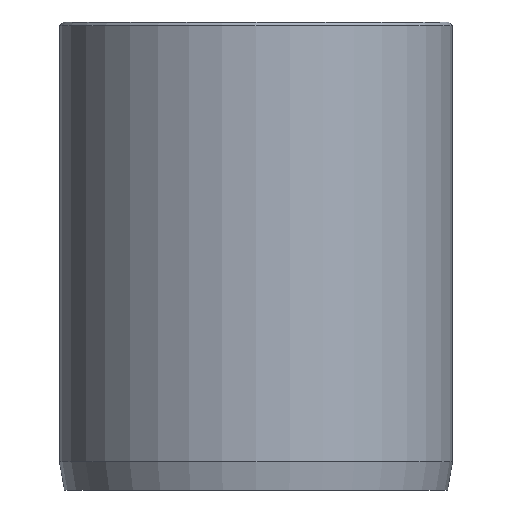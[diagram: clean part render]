
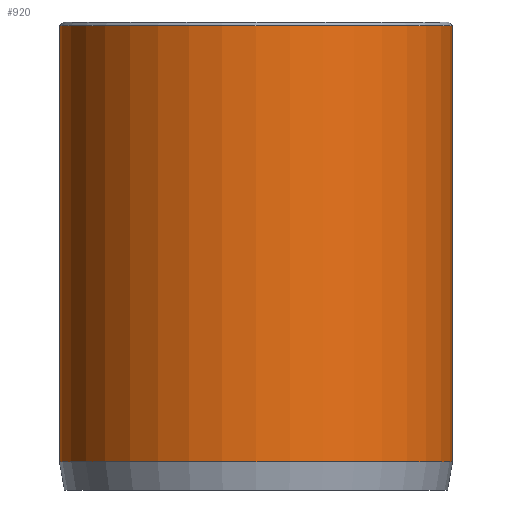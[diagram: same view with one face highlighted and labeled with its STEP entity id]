
A CAD part, front view. The second image highlights one B-rep face of the part: STEP entity #920.
In plain terms, the highlighted cylindrical face has radius 10.5 mm (diameter 21 mm), a partial arc.
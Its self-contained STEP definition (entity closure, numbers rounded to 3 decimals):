
#56 = DIRECTION ( 'NONE',  ( -1., 0., 0. ) ) ;
#114 = CARTESIAN_POINT ( 'NONE',  ( 10.5, 0., 25. ) ) ;
#116 = VERTEX_POINT ( 'NONE', #1141 ) ;
#122 = VECTOR ( 'NONE', #135, 1000. ) ;
#132 = DIRECTION ( 'NONE',  ( 0., 0., -1. ) ) ;
#135 = DIRECTION ( 'NONE',  ( 0., 0., -1. ) ) ;
#137 = DIRECTION ( 'NONE',  ( 0., 0., 1. ) ) ;
#180 = DIRECTION ( 'NONE',  ( 0., 0., -1. ) ) ;
#193 = VERTEX_POINT ( 'NONE', #217 ) ;
#217 = CARTESIAN_POINT ( 'NONE',  ( -10.5, 0., 24.8 ) ) ;
#247 = CARTESIAN_POINT ( 'NONE',  ( 10.5, 0., 1.5 ) ) ;
#266 = VERTEX_POINT ( 'NONE', #593 ) ;
#422 = LINE ( 'NONE', #855, #956 ) ;
#458 = ORIENTED_EDGE ( 'NONE', *, *, #1202, .T. ) ;
#477 = AXIS2_PLACEMENT_3D ( 'NONE', #1054, #180, #56 ) ;
#548 = ORIENTED_EDGE ( 'NONE', *, *, #812, .T. ) ;
#577 = ORIENTED_EDGE ( 'NONE', *, *, #633, .F. ) ;
#593 = CARTESIAN_POINT ( 'NONE',  ( 10.5, 0., 24.8 ) ) ;
#607 = DIRECTION ( 'NONE',  ( 0., 0., -1. ) ) ;
#633 = EDGE_CURVE ( 'NONE', #266, #1258, #932, .T. ) ;
#683 = EDGE_LOOP ( 'NONE', ( #577, #548, #458, #1276 ) ) ;
#773 = CARTESIAN_POINT ( 'NONE',  ( 0., 0., 1.5 ) ) ;
#812 = EDGE_CURVE ( 'NONE', #266, #193, #945, .T. ) ;
#839 = CYLINDRICAL_SURFACE ( 'NONE', #477, 10.5 ) ;
#855 = CARTESIAN_POINT ( 'NONE',  ( -10.5, 0., 25. ) ) ;
#859 = DIRECTION ( 'NONE',  ( 1., 0., 0. ) ) ;
#889 = FACE_OUTER_BOUND ( 'NONE', #683, .T. ) ;
#920 = ADVANCED_FACE ( 'NONE', ( #889 ), #839, .T. ) ;
#932 = LINE ( 'NONE', #114, #122 ) ;
#945 = CIRCLE ( 'NONE', #1052, 10.5 ) ;
#956 = VECTOR ( 'NONE', #132, 1000. ) ;
#1052 = AXIS2_PLACEMENT_3D ( 'NONE', #1132, #607, #1230 ) ;
#1054 = CARTESIAN_POINT ( 'NONE',  ( 0., 0., 25. ) ) ;
#1101 = CIRCLE ( 'NONE', #1235, 10.5 ) ;
#1132 = CARTESIAN_POINT ( 'NONE',  ( 0., 0., 24.8 ) ) ;
#1141 = CARTESIAN_POINT ( 'NONE',  ( -10.5, 0., 1.5 ) ) ;
#1202 = EDGE_CURVE ( 'NONE', #193, #116, #422, .T. ) ;
#1228 = EDGE_CURVE ( 'NONE', #116, #1258, #1101, .T. ) ;
#1230 = DIRECTION ( 'NONE',  ( 1., 0., 0. ) ) ;
#1235 = AXIS2_PLACEMENT_3D ( 'NONE', #773, #137, #859 ) ;
#1258 = VERTEX_POINT ( 'NONE', #247 ) ;
#1276 = ORIENTED_EDGE ( 'NONE', *, *, #1228, .T. ) ;
